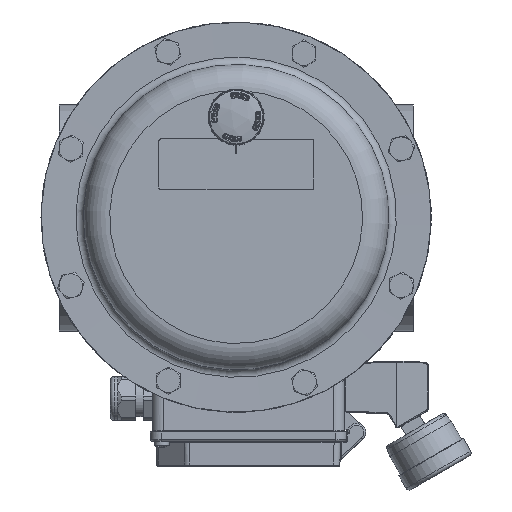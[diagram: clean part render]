
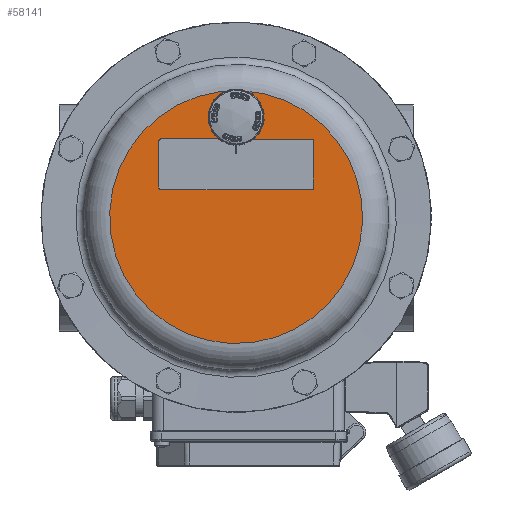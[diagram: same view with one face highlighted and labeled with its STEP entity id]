
A CAD part, top view. The second image highlights one B-rep face of the part: STEP entity #58141.
In plain terms, the highlighted planar face has unit normal (0, 0, 1).
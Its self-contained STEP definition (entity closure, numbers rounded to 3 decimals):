
#2805=FACE_BOUND('',#16164,.T.);
#2806=FACE_BOUND('',#16165,.T.);
#5113=LINE('',#115916,#8360);
#5117=LINE('',#115925,#8364);
#5120=LINE('',#115933,#8367);
#5123=LINE('',#115941,#8370);
#8360=VECTOR('',#74624,1000.);
#8364=VECTOR('',#74634,1000.);
#8367=VECTOR('',#74643,1000.);
#8370=VECTOR('',#74652,1000.);
#10213=PLANE('',#63018);
#12732=FACE_OUTER_BOUND('',#16163,.T.);
#16163=EDGE_LOOP('',(#46798));
#16164=EDGE_LOOP('',(#46799,#46800,#46801,#46802,#46803,#46804,#46805,#46806));
#16165=EDGE_LOOP('',(#46807,#46808));
#20372=CIRCLE('',#62302,10.35);
#20442=CIRCLE('',#62399,69.65);
#20695=CIRCLE('',#62960,1.);
#20696=CIRCLE('',#62963,1.);
#20697=CIRCLE('',#62966,1.);
#20698=CIRCLE('',#62969,1.);
#20699=CIRCLE('',#63019,10.35);
#24685=VERTEX_POINT('',#112570);
#24686=VERTEX_POINT('',#112571);
#24772=VERTEX_POINT('',#113155);
#25254=VERTEX_POINT('',#115914);
#25255=VERTEX_POINT('',#115915);
#25256=VERTEX_POINT('',#115920);
#25257=VERTEX_POINT('',#115924);
#25258=VERTEX_POINT('',#115928);
#25259=VERTEX_POINT('',#115932);
#25260=VERTEX_POINT('',#115936);
#25261=VERTEX_POINT('',#115940);
#31712=EDGE_CURVE('',#24685,#24686,#20372,.T.);
#31829=EDGE_CURVE('',#24772,#24772,#20442,.T.);
#32603=EDGE_CURVE('',#25254,#25255,#5113,.T.);
#32606=EDGE_CURVE('',#25255,#25256,#20695,.T.);
#32608=EDGE_CURVE('',#25256,#25257,#5117,.T.);
#32610=EDGE_CURVE('',#25257,#25258,#20696,.T.);
#32612=EDGE_CURVE('',#25258,#25259,#5120,.T.);
#32614=EDGE_CURVE('',#25259,#25260,#20697,.T.);
#32616=EDGE_CURVE('',#25260,#25261,#5123,.T.);
#32618=EDGE_CURVE('',#25261,#25254,#20698,.T.);
#32691=EDGE_CURVE('',#24686,#24685,#20699,.T.);
#46798=ORIENTED_EDGE('',*,*,#31829,.F.);
#46799=ORIENTED_EDGE('',*,*,#32618,.F.);
#46800=ORIENTED_EDGE('',*,*,#32616,.F.);
#46801=ORIENTED_EDGE('',*,*,#32614,.F.);
#46802=ORIENTED_EDGE('',*,*,#32612,.F.);
#46803=ORIENTED_EDGE('',*,*,#32610,.F.);
#46804=ORIENTED_EDGE('',*,*,#32608,.F.);
#46805=ORIENTED_EDGE('',*,*,#32606,.F.);
#46806=ORIENTED_EDGE('',*,*,#32603,.F.);
#46807=ORIENTED_EDGE('',*,*,#32691,.T.);
#46808=ORIENTED_EDGE('',*,*,#31712,.T.);
#58141=ADVANCED_FACE('',(#12732,#2805,#2806),#10213,.F.);
#62302=AXIS2_PLACEMENT_3D('',#112572,#73067,#73068);
#62399=AXIS2_PLACEMENT_3D('',#113157,#73287,#73288);
#62960=AXIS2_PLACEMENT_3D('',#115921,#74629,#74630);
#62963=AXIS2_PLACEMENT_3D('',#115929,#74638,#74639);
#62966=AXIS2_PLACEMENT_3D('',#115937,#74647,#74648);
#62969=AXIS2_PLACEMENT_3D('',#115944,#74656,#74657);
#63018=AXIS2_PLACEMENT_3D('',#116089,#74826,#74827);
#63019=AXIS2_PLACEMENT_3D('',#116090,#74828,#74829);
#73067=DIRECTION('center_axis',(0.,0.,
-1.));
#73068=DIRECTION('ref_axis',(-0.924,0.383,0.));
#73287=DIRECTION('center_axis',(0.,0.,
-1.));
#73288=DIRECTION('ref_axis',(-0.924,0.383,0.));
#74624=DIRECTION('',(0.,1.,0.));
#74629=DIRECTION('center_axis',(0.,0.,
1.));
#74630=DIRECTION('ref_axis',(0.,-1.,0.));
#74634=DIRECTION('',(-1.,0.,0.));
#74638=DIRECTION('center_axis',(0.,0.,
1.));
#74639=DIRECTION('ref_axis',(0.,-1.,0.));
#74643=DIRECTION('',(0.,-1.,0.));
#74647=DIRECTION('center_axis',(0.,0.,
1.));
#74648=DIRECTION('ref_axis',(0.,-1.,0.));
#74652=DIRECTION('',(1.,0.,0.));
#74656=DIRECTION('center_axis',(0.,0.,
1.));
#74657=DIRECTION('ref_axis',(0.,-1.,0.));
#74826=DIRECTION('center_axis',(0.,0.,
-1.));
#74827=DIRECTION('ref_axis',(-0.924,0.383,0.));
#74828=DIRECTION('center_axis',(0.,0.,
-1.));
#74829=DIRECTION('ref_axis',(-0.924,0.383,0.));
#112570=CARTESIAN_POINT('',(0.017,65.35,300.));
#112571=CARTESIAN_POINT('',(0.012,44.65,300.));
#112572=CARTESIAN_POINT('Origin',(0.014,55.,300.));
#113155=CARTESIAN_POINT('',(64.341,-26.671,300.));
#113157=CARTESIAN_POINT('Origin',(0.,0.,
300.));
#115914=CARTESIAN_POINT('',(42.504,15.989,300.));
#115915=CARTESIAN_POINT('',(42.511,41.989,300.));
#115916=CARTESIAN_POINT('',(42.504,15.989,300.));
#115920=CARTESIAN_POINT('',(41.511,42.989,300.));
#115921=CARTESIAN_POINT('Origin',(41.511,41.989,300.));
#115924=CARTESIAN_POINT('',(-41.489,43.011,300.));
#115925=CARTESIAN_POINT('',(41.511,42.989,300.));
#115928=CARTESIAN_POINT('',(-42.489,42.011,300.));
#115929=CARTESIAN_POINT('Origin',(-41.489,42.011,300.));
#115932=CARTESIAN_POINT('',(-42.496,16.011,300.));
#115933=CARTESIAN_POINT('',(-42.496,16.011,300.));
#115936=CARTESIAN_POINT('',(-41.496,15.011,300.));
#115937=CARTESIAN_POINT('Origin',(-41.496,16.011,300.));
#115940=CARTESIAN_POINT('',(41.504,14.989,300.));
#115941=CARTESIAN_POINT('',(41.504,14.989,300.));
#115944=CARTESIAN_POINT('Origin',(41.504,15.989,300.));
#116089=CARTESIAN_POINT('Origin',(0.,0.,
300.));
#116090=CARTESIAN_POINT('Origin',(0.014,55.,300.));
